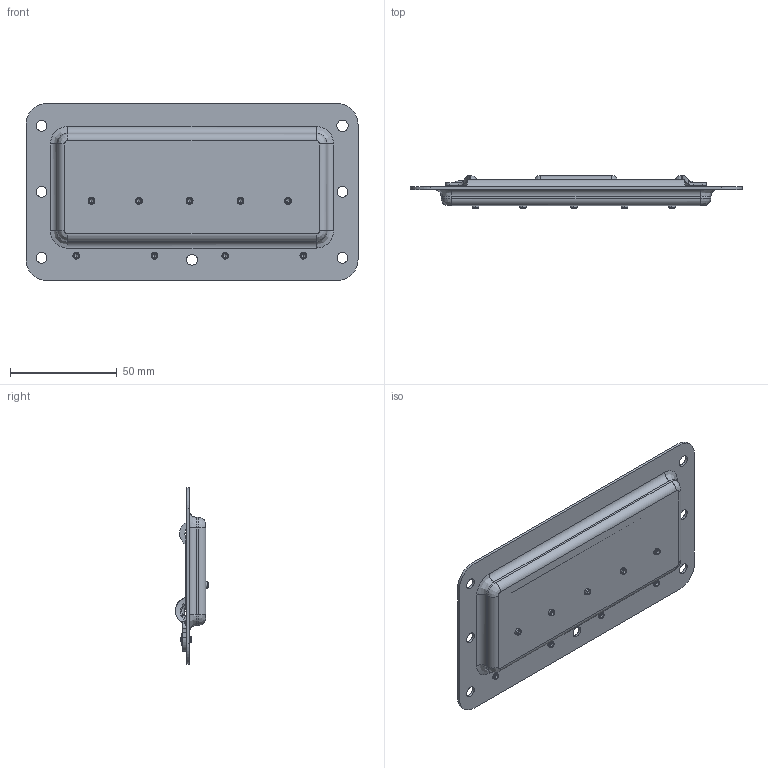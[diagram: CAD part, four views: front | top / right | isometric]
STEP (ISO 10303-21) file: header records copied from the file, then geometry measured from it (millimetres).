
FILE_DESCRIPTION(/* description */ (''),/* implementation_level */ '2;1');
FILE_NAME(/* name */ 'LS504-3',/* time_stamp */ '2024-11-18T15:23:04+08:00',/* author */ (''),/* organization */ (''),/* preprocessor_version */ 'ST-DEVELOPER v19.2',/* originating_system */ 'Rhino 8.5',/* authorisation */ '');
FILE_SCHEMA (('CONFIG_CONTROL_DESIGN'));
Length unit declared in the file: millimetre
Products named in the file (8): Document; 700-22422-01_BAR_WK_HDL_1; 700-22422-01_RUBBER_TUBE_HDL_1; 700-22422-01_RIVET_HDL_1; 700-22422-01_MOUNT_BASE_HDL_1; 700-22422-01_SPRING_HDL_1_ASM; MANIFOLD_SOLID_BREP_370997; XINYANBAN
Bounding box: 155.58 x 15.5 x 82.8 mm (x, y, z)
Volume: 41728.8 mm3; surface area: 52605.1 mm2
Topology: 14 solids, 14 shells, 456 faces, 1081 edges, 670 vertices
Faces by surface type: cylinder 216, bspline 160, plane 80
Entity records: 20137 total; most frequent: CARTESIAN_POINT 12463, ORIENTED_EDGE 1742, EDGE_CURVE 871, DIRECTION 788, B_SPLINE_CURVE_WITH_KNOTS 600, VERTEX_POINT 542, AXIS2_PLACEMENT_3D 506, EDGE_LOOP 401
